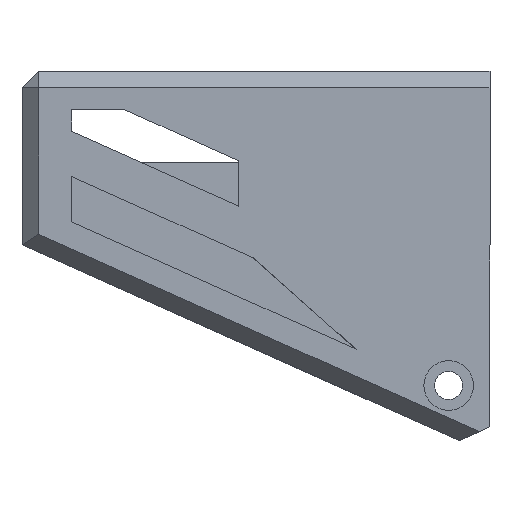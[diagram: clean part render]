
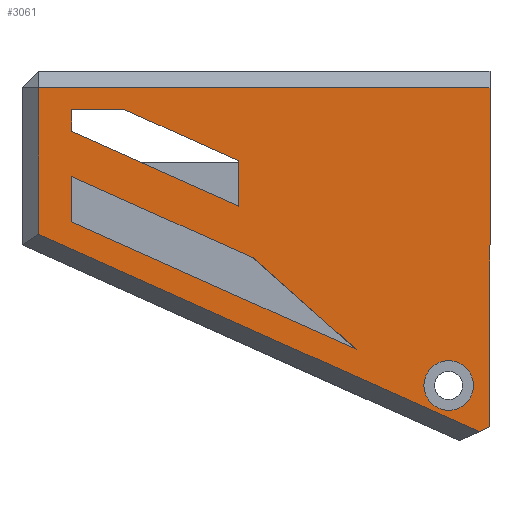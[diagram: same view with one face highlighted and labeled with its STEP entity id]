
A CAD part, left-side view. The second image highlights one B-rep face of the part: STEP entity #3061.
In plain terms, the highlighted planar face has unit normal (-1, 0, 0).
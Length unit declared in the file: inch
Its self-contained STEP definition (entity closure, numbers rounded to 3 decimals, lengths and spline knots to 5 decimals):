
#3 = DIRECTION ( 'NONE',  ( 0., 1., 0. ) ) ;
#37 = ORIENTED_EDGE ( 'NONE', *, *, #942, .F. ) ;
#94 = ORIENTED_EDGE ( 'NONE', *, *, #1800, .F. ) ;
#108 = DIRECTION ( 'NONE',  ( -1., 0., 0. ) ) ;
#111 = VECTOR ( 'NONE', #1473, 39.37008 ) ;
#130 = DIRECTION ( 'NONE',  ( 0., 0., 1. ) ) ;
#137 = CARTESIAN_POINT ( 'NONE',  ( -4.37008, 1.06299, 3.38583 ) ) ;
#140 = DIRECTION ( 'NONE',  ( 0., 0.913, 0.409 ) ) ;
#197 = VECTOR ( 'NONE', #2394, 39.37008 ) ;
#218 = EDGE_CURVE ( 'NONE', #3103, #352, #1440, .T. ) ;
#265 = DIRECTION ( 'NONE',  ( 0., -0.912, 0.41 ) ) ;
#277 = AXIS2_PLACEMENT_3D ( 'NONE', #537, #2066, #288 ) ;
#288 = DIRECTION ( 'NONE',  ( 0., 1., 0. ) ) ;
#292 = VERTEX_POINT ( 'NONE', #2092 ) ;
#295 = EDGE_LOOP ( 'NONE', ( #2421, #1094, #544, #1043, #1466, #2805 ) ) ;
#302 = VECTOR ( 'NONE', #1236, 39.37008 ) ;
#338 = VERTEX_POINT ( 'NONE', #2312 ) ;
#341 = EDGE_CURVE ( 'NONE', #931, #2199, #1160, .T. ) ;
#352 = VERTEX_POINT ( 'NONE', #2570 ) ;
#363 = CARTESIAN_POINT ( 'NONE',  ( -4.37008, 2.85827, 4.04689 ) ) ;
#365 = VECTOR ( 'NONE', #1007, 39.37008 ) ;
#371 = VECTOR ( 'NONE', #2785, 39.37008 ) ;
#387 = ORIENTED_EDGE ( 'NONE', *, *, #2145, .F. ) ;
#415 = VECTOR ( 'NONE', #3113, 39.37008 ) ;
#438 = FACE_BOUND ( 'NONE', #756, .T. ) ;
#444 = CARTESIAN_POINT ( 'NONE',  ( -4.37008, 0.86614, 3.93701 ) ) ;
#445 = LINE ( 'NONE', #759, #2986 ) ;
#518 = DIRECTION ( 'NONE',  ( -1., 0., 0. ) ) ;
#537 = CARTESIAN_POINT ( 'NONE',  ( -4.37008, 1.45669, 3.93701 ) ) ;
#544 = ORIENTED_EDGE ( 'NONE', *, *, #218, .F. ) ;
#557 = ORIENTED_EDGE ( 'NONE', *, *, #341, .F. ) ;
#636 = AXIS2_PLACEMENT_3D ( 'NONE', #2803, #518, #1778 ) ;
#649 = AXIS2_PLACEMENT_3D ( 'NONE', #3148, #108, #847 ) ;
#680 = LINE ( 'NONE', #2714, #1163 ) ;
#684 = CARTESIAN_POINT ( 'NONE',  ( -4.37008, 0.86614, 3.07087 ) ) ;
#709 = LINE ( 'NONE', #444, #111 ) ;
#721 = LINE ( 'NONE', #1738, #1269 ) ;
#756 = EDGE_LOOP ( 'NONE', ( #557, #1960 ) ) ;
#759 = CARTESIAN_POINT ( 'NONE',  ( -4.37008, 0.98672, 3.01669 ) ) ;
#804 = EDGE_CURVE ( 'NONE', #1589, #1475, #721, .T. ) ;
#807 = VECTOR ( 'NONE', #140, 39.37008 ) ;
#847 = DIRECTION ( 'NONE',  ( 0., 0., 1. ) ) ;
#888 = VERTEX_POINT ( 'NONE', #1897 ) ;
#898 = CARTESIAN_POINT ( 'NONE',  ( -4.37008, 0.91717, 3.04794 ) ) ;
#931 = VERTEX_POINT ( 'NONE', #137 ) ;
#942 = EDGE_CURVE ( 'NONE', #2825, #1830, #1982, .T. ) ;
#976 = ORIENTED_EDGE ( 'NONE', *, *, #1540, .F. ) ;
#981 = ORIENTED_EDGE ( 'NONE', *, *, #3022, .F. ) ;
#985 = CARTESIAN_POINT ( 'NONE',  ( -4.37008, 2.85827, 4.58075 ) ) ;
#995 = FACE_BOUND ( 'NONE', #1949, .T. ) ;
#1007 = DIRECTION ( 'NONE',  ( 0., -1., 0. ) ) ;
#1043 = ORIENTED_EDGE ( 'NONE', *, *, #2877, .T. ) ;
#1058 = CARTESIAN_POINT ( 'NONE',  ( -4.37008, 0.86614, 3.93701 ) ) ;
#1094 = ORIENTED_EDGE ( 'NONE', *, *, #1426, .F. ) ;
#1106 = EDGE_CURVE ( 'NONE', #2555, #2979, #1371, .T. ) ;
#1160 = CIRCLE ( 'NONE', #636, 0.11811 ) ;
#1163 = VECTOR ( 'NONE', #130, 39.37008 ) ;
#1198 = EDGE_CURVE ( 'NONE', #1830, #1589, #2626, .T. ) ;
#1205 = LINE ( 'NONE', #2469, #2466 ) ;
#1206 = ORIENTED_EDGE ( 'NONE', *, *, #1198, .F. ) ;
#1236 = DIRECTION ( 'NONE',  ( 0., 0.913, 0.409 ) ) ;
#1239 = FACE_OUTER_BOUND ( 'NONE', #295, .T. ) ;
#1269 = VECTOR ( 'NONE', #2253, 39.37008 ) ;
#1367 = CARTESIAN_POINT ( 'NONE',  ( -4.37008, 2.85827, 4.58075 ) ) ;
#1371 = LINE ( 'NONE', #3126, #197 ) ;
#1411 = CARTESIAN_POINT ( 'NONE',  ( -4.37008, 2.60549, 4.58075 ) ) ;
#1426 = EDGE_CURVE ( 'NONE', #352, #292, #680, .T. ) ;
#1440 = LINE ( 'NONE', #1731, #302 ) ;
#1465 = CARTESIAN_POINT ( 'NONE',  ( -4.37008, 2.85827, 4.04689 ) ) ;
#1466 = ORIENTED_EDGE ( 'NONE', *, *, #1985, .T. ) ;
#1473 = DIRECTION ( 'NONE',  ( 0., 0., 1. ) ) ;
#1475 = VERTEX_POINT ( 'NONE', #2763 ) ;
#1520 = FACE_BOUND ( 'NONE', #1579, .T. ) ;
#1540 = EDGE_CURVE ( 'NONE', #338, #2555, #3015, .T. ) ;
#1568 = VERTEX_POINT ( 'NONE', #1058 ) ;
#1579 = EDGE_LOOP ( 'NONE', ( #981, #1743, #1206, #37 ) ) ;
#1589 = VERTEX_POINT ( 'NONE', #1799 ) ;
#1687 = DIRECTION ( 'NONE',  ( 0., 0.748, 0.664 ) ) ;
#1707 = EDGE_CURVE ( 'NONE', #292, #888, #2987, .T. ) ;
#1731 = CARTESIAN_POINT ( 'NONE',  ( -4.37008, 1.33968, 3.23721 ) ) ;
#1736 = DIRECTION ( 'NONE',  ( 0., -0.913, -0.409 ) ) ;
#1738 = CARTESIAN_POINT ( 'NONE',  ( -4.37008, 2.85827, 4.26259 ) ) ;
#1743 = ORIENTED_EDGE ( 'NONE', *, *, #804, .F. ) ;
#1748 = CARTESIAN_POINT ( 'NONE',  ( -4.37008, 2.60549, 4.58075 ) ) ;
#1775 = CARTESIAN_POINT ( 'NONE',  ( -4.37008, 0.86614, 2.87402 ) ) ;
#1778 = DIRECTION ( 'NONE',  ( 0., 0., 1. ) ) ;
#1799 = CARTESIAN_POINT ( 'NONE',  ( -4.37008, 1.99332, 3.87513 ) ) ;
#1800 = EDGE_CURVE ( 'NONE', #3241, #338, #2866, .T. ) ;
#1830 = VERTEX_POINT ( 'NONE', #3073 ) ;
#1852 = DIRECTION ( 'NONE',  ( 0., 0., -1. ) ) ;
#1897 = CARTESIAN_POINT ( 'NONE',  ( -4.37008, 0.86614, 4.68504 ) ) ;
#1910 = CARTESIAN_POINT ( 'NONE',  ( -4.37008, 1.99332, 3.87513 ) ) ;
#1948 = CARTESIAN_POINT ( 'NONE',  ( -4.37008, 2.06299, 4.33774 ) ) ;
#1949 = EDGE_LOOP ( 'NONE', ( #2560, #387, #3153, #976, #94 ) ) ;
#1960 = ORIENTED_EDGE ( 'NONE', *, *, #3163, .F. ) ;
#1982 = LINE ( 'NONE', #1465, #2389 ) ;
#1985 = EDGE_CURVE ( 'NONE', #2623, #1568, #2523, .T. ) ;
#1988 = LINE ( 'NONE', #985, #2252 ) ;
#2003 = EDGE_CURVE ( 'NONE', #1568, #888, #709, .T. ) ;
#2066 = DIRECTION ( 'NONE',  ( -1., 0., 0. ) ) ;
#2092 = CARTESIAN_POINT ( 'NONE',  ( -4.37008, 3.01575, 4.68504 ) ) ;
#2100 = CARTESIAN_POINT ( 'NONE',  ( -4.37008, 2.85827, 4.47829 ) ) ;
#2107 = CARTESIAN_POINT ( 'NONE',  ( -4.37008, 2.06299, 4.12204 ) ) ;
#2134 = VECTOR ( 'NONE', #1852, 39.37008 ) ;
#2145 = EDGE_CURVE ( 'NONE', #2979, #3020, #2435, .T. ) ;
#2199 = VERTEX_POINT ( 'NONE', #2289 ) ;
#2252 = VECTOR ( 'NONE', #3, 39.37008 ) ;
#2253 = DIRECTION ( 'NONE',  ( 0., 0.913, 0.409 ) ) ;
#2289 = CARTESIAN_POINT ( 'NONE',  ( -4.37008, 1.06299, 3.14961 ) ) ;
#2308 = CIRCLE ( 'NONE', #649, 0.11811 ) ;
#2312 = CARTESIAN_POINT ( 'NONE',  ( -4.37008, 2.85827, 4.47829 ) ) ;
#2389 = VECTOR ( 'NONE', #1736, 39.37008 ) ;
#2394 = DIRECTION ( 'NONE',  ( 0., 0., 1. ) ) ;
#2421 = ORIENTED_EDGE ( 'NONE', *, *, #1707, .F. ) ;
#2435 = LINE ( 'NONE', #1411, #807 ) ;
#2466 = VECTOR ( 'NONE', #3232, 39.37008 ) ;
#2469 = CARTESIAN_POINT ( 'NONE',  ( -4.37008, 2.85827, 4.04689 ) ) ;
#2523 = LINE ( 'NONE', #1775, #371 ) ;
#2555 = VERTEX_POINT ( 'NONE', #2107 ) ;
#2560 = ORIENTED_EDGE ( 'NONE', *, *, #2689, .F. ) ;
#2570 = CARTESIAN_POINT ( 'NONE',  ( -4.37008, 3.01575, 3.98802 ) ) ;
#2623 = VERTEX_POINT ( 'NONE', #684 ) ;
#2626 = LINE ( 'NONE', #1910, #2814 ) ;
#2689 = EDGE_CURVE ( 'NONE', #3020, #3241, #1988, .T. ) ;
#2714 = CARTESIAN_POINT ( 'NONE',  ( -4.37008, 3.01575, 4.1437 ) ) ;
#2742 = PLANE ( 'NONE',  #277 ) ;
#2763 = CARTESIAN_POINT ( 'NONE',  ( -4.37008, 2.85827, 4.26259 ) ) ;
#2785 = DIRECTION ( 'NONE',  ( 0., 0., 1. ) ) ;
#2803 = CARTESIAN_POINT ( 'NONE',  ( -4.37008, 1.06299, 3.26772 ) ) ;
#2805 = ORIENTED_EDGE ( 'NONE', *, *, #2003, .T. ) ;
#2814 = VECTOR ( 'NONE', #1687, 39.37008 ) ;
#2825 = VERTEX_POINT ( 'NONE', #363 ) ;
#2866 = LINE ( 'NONE', #3138, #2134 ) ;
#2877 = EDGE_CURVE ( 'NONE', #3103, #2623, #445, .T. ) ;
#2979 = VERTEX_POINT ( 'NONE', #1948 ) ;
#2986 = VECTOR ( 'NONE', #265, 39.37008 ) ;
#2987 = LINE ( 'NONE', #3283, #365 ) ;
#3015 = LINE ( 'NONE', #2100, #415 ) ;
#3020 = VERTEX_POINT ( 'NONE', #1748 ) ;
#3022 = EDGE_CURVE ( 'NONE', #1475, #2825, #1205, .T. ) ;
#3061 = ADVANCED_FACE ( 'NONE', ( #1520, #995, #438, #1239 ), #2742, .T. ) ;
#3073 = CARTESIAN_POINT ( 'NONE',  ( -4.37008, 1.50332, 3.43993 ) ) ;
#3103 = VERTEX_POINT ( 'NONE', #898 ) ;
#3113 = DIRECTION ( 'NONE',  ( 0., -0.913, -0.409 ) ) ;
#3126 = CARTESIAN_POINT ( 'NONE',  ( -4.37008, 2.06299, 4.12204 ) ) ;
#3138 = CARTESIAN_POINT ( 'NONE',  ( -4.37008, 2.85827, 4.47829 ) ) ;
#3148 = CARTESIAN_POINT ( 'NONE',  ( -4.37008, 1.06299, 3.26772 ) ) ;
#3153 = ORIENTED_EDGE ( 'NONE', *, *, #1106, .F. ) ;
#3163 = EDGE_CURVE ( 'NONE', #2199, #931, #2308, .T. ) ;
#3232 = DIRECTION ( 'NONE',  ( 0., 0., -1. ) ) ;
#3241 = VERTEX_POINT ( 'NONE', #1367 ) ;
#3283 = CARTESIAN_POINT ( 'NONE',  ( -4.37008, 1.25984, 4.68504 ) ) ;
